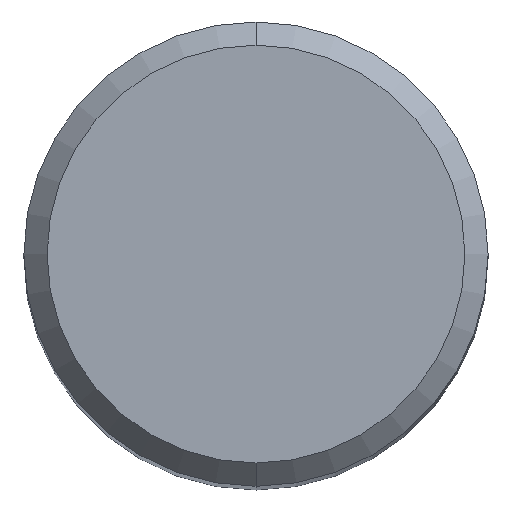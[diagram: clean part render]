
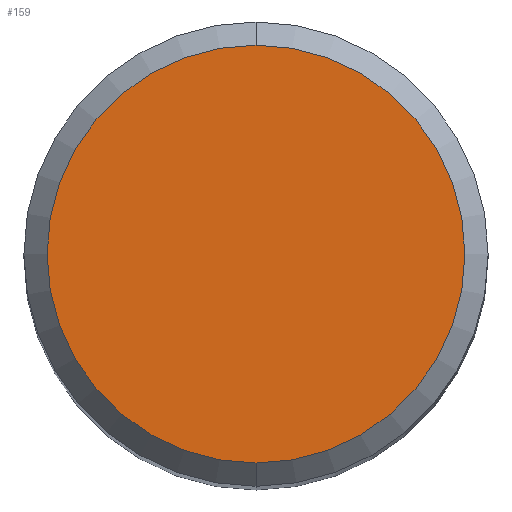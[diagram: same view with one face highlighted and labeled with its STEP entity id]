
A CAD part, top view. The second image highlights one B-rep face of the part: STEP entity #159.
In plain terms, the highlighted planar face has unit normal (0, 0, 1).
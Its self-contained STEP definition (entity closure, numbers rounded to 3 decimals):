
#139=EDGE_CURVE('',#163,#177,#294,.T.);
#159=ADVANCED_FACE('',(#316),#317,.T.);
#163=VERTEX_POINT('',#321);
#177=VERTEX_POINT('',#337);
#191=EDGE_CURVE('',#177,#163,#353,.T.);
#294=CIRCLE('',#470,3.6);
#316=FACE_OUTER_BOUND('',#496,.T.);
#317=PLANE('',#497);
#321=CARTESIAN_POINT('',(0.,-3.6,0.));
#337=CARTESIAN_POINT('',(0.0,3.6,0.));
#353=CIRCLE('',#543,3.6);
#470=AXIS2_PLACEMENT_3D('',#651,#652,#653);
#496=EDGE_LOOP('',(#678,#679));
#497=AXIS2_PLACEMENT_3D('',#680,#681,#682);
#543=AXIS2_PLACEMENT_3D('',#726,#727,#728);
#651=CARTESIAN_POINT('',(0.0,0.0,0.));
#652=DIRECTION('',(0.0,0.0,-1.0));
#653=DIRECTION('',(0.0,1.0,0.0));
#678=ORIENTED_EDGE('',*,*,#191,.F.);
#679=ORIENTED_EDGE('',*,*,#139,.F.);
#680=CARTESIAN_POINT('',(0.0,1.8,0.));
#681=DIRECTION('',(-0.0,0.0,1.0));
#682=DIRECTION('',(0.0,-1.0,0.0));
#726=CARTESIAN_POINT('',(0.0,0.0,0.));
#727=DIRECTION('',(0.0,0.0,-1.0));
#728=DIRECTION('',(0.0,1.0,0.0));
